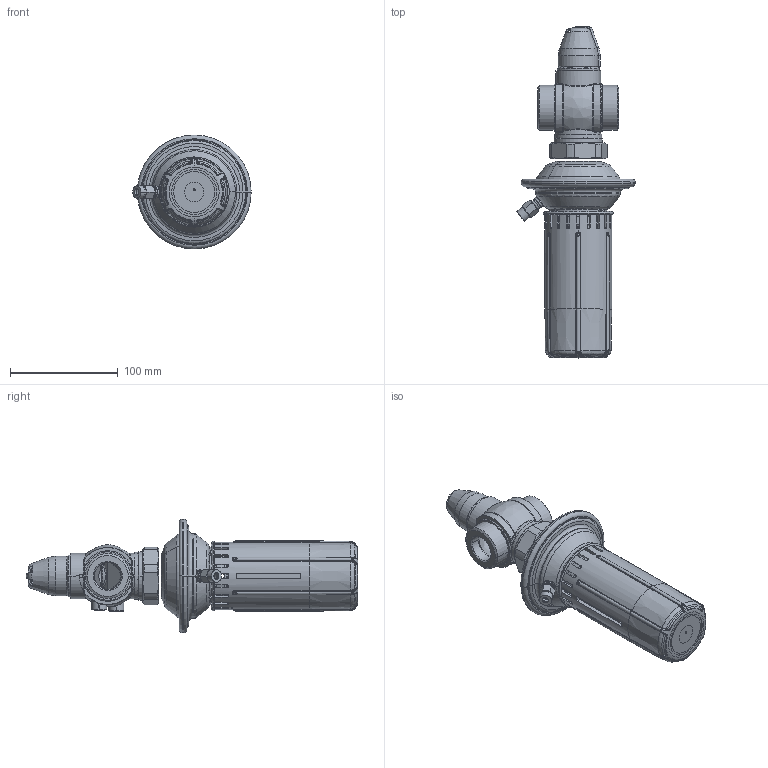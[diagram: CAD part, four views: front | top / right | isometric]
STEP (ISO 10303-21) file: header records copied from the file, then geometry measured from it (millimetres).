
FILE_DESCRIPTION((''),'2;1');
FILE_NAME('003H6397','2015-03-06T',('u317927'),('Danfoss'),'PRO/ENGINEER BY PARAMETRIC TECHNOLOGY CORPORATION, 2014000','PRO/ENGINEER BY PARAMETRIC TECHNOLOGY CORPORATION, 2014000','');
FILE_SCHEMA(('CONFIG_CONTROL_DESIGN'));
Products named in the file (1): 003H6397
Bounding box: 110.13 x 308.81 x 106 mm (x, y, z)
Volume: 319249.9 mm3; surface area: 190094.4 mm2
Topology: 4 solids, 4 shells, 2348 faces, 6174 edges, 3829 vertices
Faces by surface type: plane 709, bspline 584, cylinder 474, cone 315, torus 248, sphere 12, extrusion 6
Entity records: 118423 total; most frequent: CARTESIAN_POINT 65926, ORIENTED_EDGE 12336, DIRECTION 9157, EDGE_CURVE 6168, VERTEX_POINT 3829, AXIS2_PLACEMENT_3D 3693, B_SPLINE_CURVE_WITH_KNOTS 2474, EDGE_LOOP 2469
